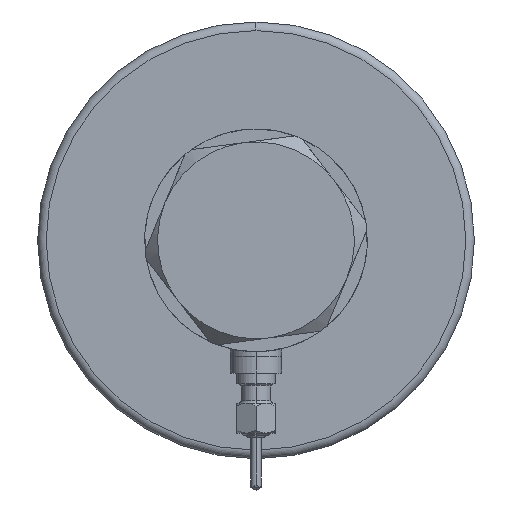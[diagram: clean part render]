
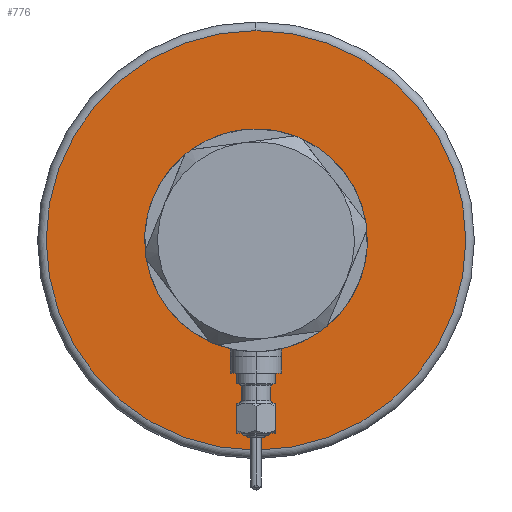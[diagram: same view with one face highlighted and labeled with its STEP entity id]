
A CAD part, left-side view. The second image highlights one B-rep face of the part: STEP entity #776.
In plain terms, the highlighted face is planar.
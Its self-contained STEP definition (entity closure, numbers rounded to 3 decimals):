
#33 = PLANE ( 'NONE',  #4079 ) ;
#180 = EDGE_CURVE ( 'NONE', #5576, #1819, #6432, .T. ) ;
#337 = ORIENTED_EDGE ( 'NONE', *, *, #6557, .T. ) ;
#475 = DIRECTION ( 'NONE',  ( 0., 0., 1. ) ) ;
#776 = ADVANCED_FACE ( 'NONE', ( #4226, #6483 ), #33, .F. ) ;
#1070 = CIRCLE ( 'NONE', #5070, 20. ) ;
#1078 = CIRCLE ( 'NONE', #4012, 20. ) ;
#1169 = EDGE_LOOP ( 'NONE', ( #6269, #1381 ) ) ;
#1205 = CARTESIAN_POINT ( 'NONE',  ( 49., 0., 0. ) ) ;
#1375 = AXIS2_PLACEMENT_3D ( 'NONE', #1835, #4001, #6877 ) ;
#1381 = ORIENTED_EDGE ( 'NONE', *, *, #180, .T. ) ;
#1666 = AXIS2_PLACEMENT_3D ( 'NONE', #5885, #5781, #2495 ) ;
#1696 = DIRECTION ( 'NONE',  ( 1., 0., 0. ) ) ;
#1819 = VERTEX_POINT ( 'NONE', #1205 ) ;
#1835 = CARTESIAN_POINT ( 'NONE',  ( 0., 0., 0. ) ) ;
#1890 = CIRCLE ( 'NONE', #1666, 49. ) ;
#2346 = CARTESIAN_POINT ( 'NONE',  ( 0., 0., 0. ) ) ;
#2495 = DIRECTION ( 'NONE',  ( 1., 0., 0. ) ) ;
#2680 = CARTESIAN_POINT ( 'NONE',  ( 20., 0., 0. ) ) ;
#3741 = EDGE_LOOP ( 'NONE', ( #337, #5711 ) ) ;
#3887 = DIRECTION ( 'NONE',  ( 0., 0., 1. ) ) ;
#4001 = DIRECTION ( 'NONE',  ( 0., 0., -1. ) ) ;
#4012 = AXIS2_PLACEMENT_3D ( 'NONE', #4584, #3887, #1696 ) ;
#4079 = AXIS2_PLACEMENT_3D ( 'NONE', #4952, #475, #7243 ) ;
#4226 = FACE_OUTER_BOUND ( 'NONE', #1169, .T. ) ;
#4424 = CARTESIAN_POINT ( 'NONE',  ( -49., 0., 0. ) ) ;
#4434 = VERTEX_POINT ( 'NONE', #6860 ) ;
#4584 = CARTESIAN_POINT ( 'NONE',  ( 0., 0., 0. ) ) ;
#4785 = VERTEX_POINT ( 'NONE', #2680 ) ;
#4952 = CARTESIAN_POINT ( 'NONE',  ( 0., 0., 0. ) ) ;
#5070 = AXIS2_PLACEMENT_3D ( 'NONE', #2346, #6738, #6189 ) ;
#5576 = VERTEX_POINT ( 'NONE', #4424 ) ;
#5711 = ORIENTED_EDGE ( 'NONE', *, *, #6166, .T. ) ;
#5781 = DIRECTION ( 'NONE',  ( 0., 0., -1. ) ) ;
#5885 = CARTESIAN_POINT ( 'NONE',  ( 0., 0., 0. ) ) ;
#6166 = EDGE_CURVE ( 'NONE', #4434, #4785, #1070, .T. ) ;
#6189 = DIRECTION ( 'NONE',  ( 1., 0., 0. ) ) ;
#6203 = EDGE_CURVE ( 'NONE', #1819, #5576, #1890, .T. ) ;
#6269 = ORIENTED_EDGE ( 'NONE', *, *, #6203, .T. ) ;
#6432 = CIRCLE ( 'NONE', #1375, 49. ) ;
#6483 = FACE_BOUND ( 'NONE', #3741, .T. ) ;
#6557 = EDGE_CURVE ( 'NONE', #4785, #4434, #1078, .T. ) ;
#6738 = DIRECTION ( 'NONE',  ( 0., 0., 1. ) ) ;
#6860 = CARTESIAN_POINT ( 'NONE',  ( -20., 0., 0. ) ) ;
#6877 = DIRECTION ( 'NONE',  ( 1., 0., 0. ) ) ;
#7243 = DIRECTION ( 'NONE',  ( 1., 0., 0. ) ) ;
